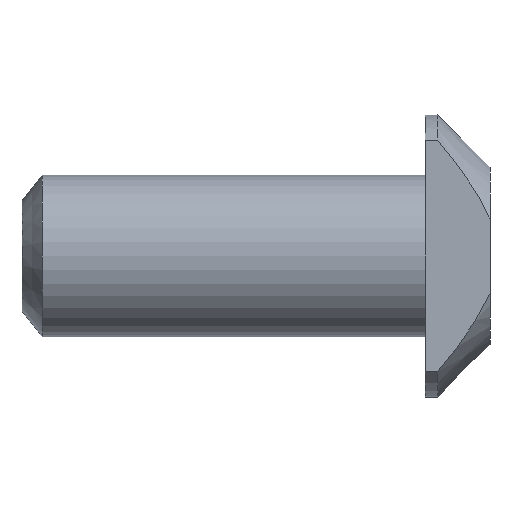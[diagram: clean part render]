
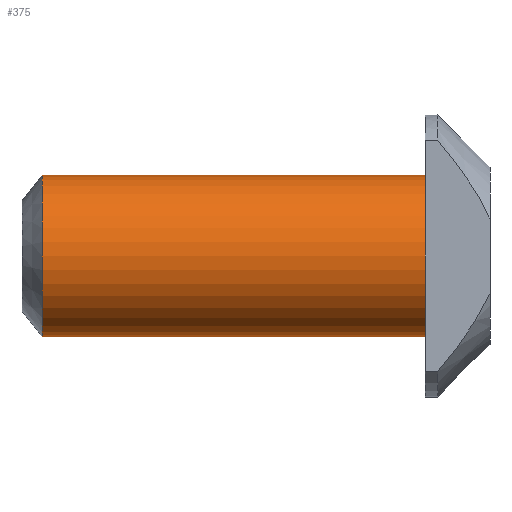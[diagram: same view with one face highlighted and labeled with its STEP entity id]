
A CAD part, left-side view. The second image highlights one B-rep face of the part: STEP entity #375.
In plain terms, the highlighted cylindrical face has radius 4 mm (diameter 8 mm), a partial arc.
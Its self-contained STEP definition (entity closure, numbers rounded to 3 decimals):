
#1 = DIRECTION ( 'NONE',  ( 0., 0., -1. ) ) ;
#3 = CARTESIAN_POINT ( 'NONE',  ( 0., 0., -4. ) ) ;
#5 = DIRECTION ( 'NONE',  ( 0., 0., -1. ) ) ;
#14 = DIRECTION ( 'NONE',  ( 0., -1., 0. ) ) ;
#19 = EDGE_CURVE ( 'NONE', #226, #575, #597, .T. ) ;
#41 = EDGE_CURVE ( 'NONE', #484, #575, #64, .T. ) ;
#53 = CIRCLE ( 'NONE', #104, 4. ) ;
#64 = CIRCLE ( 'NONE', #609, 4. ) ;
#78 = DIRECTION ( 'NONE',  ( 0., 0., -1. ) ) ;
#83 = EDGE_CURVE ( 'NONE', #92, #338, #594, .T. ) ;
#92 = VERTEX_POINT ( 'NONE', #561 ) ;
#104 = AXIS2_PLACEMENT_3D ( 'NONE', #497, #154, #5 ) ;
#107 = VECTOR ( 'NONE', #472, 1000. ) ;
#154 = DIRECTION ( 'NONE',  ( 0., -1., 0. ) ) ;
#160 = CARTESIAN_POINT ( 'NONE',  ( 0., 50., 0. ) ) ;
#167 = CARTESIAN_POINT ( 'NONE',  ( -4., 0., 0. ) ) ;
#202 = AXIS2_PLACEMENT_3D ( 'NONE', #160, #583, #1 ) ;
#226 = VERTEX_POINT ( 'NONE', #288 ) ;
#231 = AXIS2_PLACEMENT_3D ( 'NONE', #617, #490, #344 ) ;
#260 = EDGE_LOOP ( 'NONE', ( #566, #510, #328, #465, #436 ) ) ;
#288 = CARTESIAN_POINT ( 'NONE',  ( 0., 19., -4. ) ) ;
#316 = CARTESIAN_POINT ( 'NONE',  ( 0., 0., 0. ) ) ;
#328 = ORIENTED_EDGE ( 'NONE', *, *, #19, .T. ) ;
#338 = VERTEX_POINT ( 'NONE', #444 ) ;
#344 = DIRECTION ( 'NONE',  ( 0., 0., -1. ) ) ;
#375 = ADVANCED_FACE ( 'CYL_2', ( #542 ), #587, .T. ) ;
#379 = EDGE_CURVE ( 'NONE', #92, #226, #477, .T. ) ;
#386 = VECTOR ( 'NONE', #558, 1000. ) ;
#436 = ORIENTED_EDGE ( 'NONE', *, *, #468, .F. ) ;
#444 = CARTESIAN_POINT ( 'NONE',  ( 0., 0., 4. ) ) ;
#465 = ORIENTED_EDGE ( 'NONE', *, *, #41, .F. ) ;
#466 = CARTESIAN_POINT ( 'NONE',  ( 0., 50., 4. ) ) ;
#468 = EDGE_CURVE ( 'NONE', #338, #484, #53, .T. ) ;
#472 = DIRECTION ( 'NONE',  ( 0., -1., 0. ) ) ;
#477 = CIRCLE ( 'NONE', #231, 4. ) ;
#484 = VERTEX_POINT ( 'NONE', #167 ) ;
#490 = DIRECTION ( 'NONE',  ( 0., -1., 0. ) ) ;
#497 = CARTESIAN_POINT ( 'NONE',  ( 0., 0., 0. ) ) ;
#510 = ORIENTED_EDGE ( 'NONE', *, *, #379, .T. ) ;
#514 = CARTESIAN_POINT ( 'NONE',  ( 0., 50., -4. ) ) ;
#542 = FACE_OUTER_BOUND ( 'NONE', #260, .T. ) ;
#558 = DIRECTION ( 'NONE',  ( 0., -1., 0. ) ) ;
#561 = CARTESIAN_POINT ( 'NONE',  ( 0., 19., 4. ) ) ;
#566 = ORIENTED_EDGE ( 'NONE', *, *, #83, .F. ) ;
#575 = VERTEX_POINT ( 'NONE', #3 ) ;
#583 = DIRECTION ( 'NONE',  ( 0., -1., 0. ) ) ;
#587 = CYLINDRICAL_SURFACE ( 'NONE', #202, 4. ) ;
#594 = LINE ( 'NONE', #466, #386 ) ;
#597 = LINE ( 'NONE', #514, #107 ) ;
#609 = AXIS2_PLACEMENT_3D ( 'NONE', #316, #14, #78 ) ;
#617 = CARTESIAN_POINT ( 'NONE',  ( 0., 19., 0. ) ) ;
